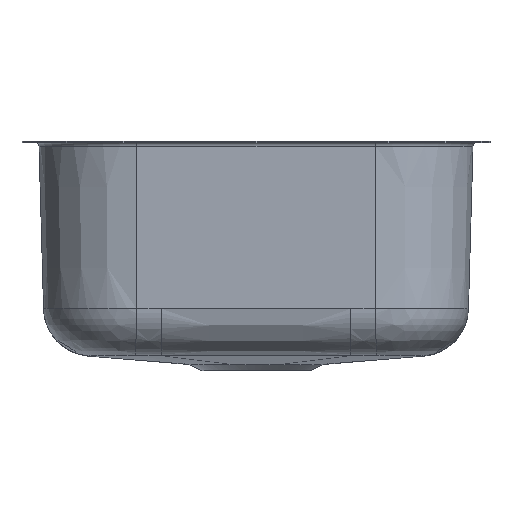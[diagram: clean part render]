
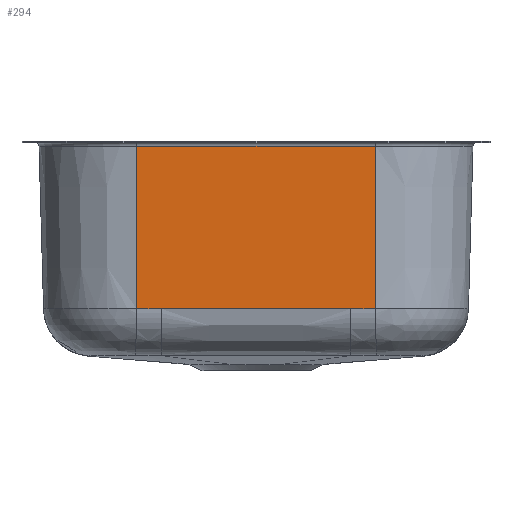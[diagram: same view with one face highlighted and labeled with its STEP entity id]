
A CAD part, left-side view. The second image highlights one B-rep face of the part: STEP entity #294.
In plain terms, the highlighted planar face has unit normal (-1, 0, -0.028).
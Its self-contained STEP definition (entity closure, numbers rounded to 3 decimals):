
#190=LINE('',#2198,#238);
#195=LINE('',#2265,#243);
#200=LINE('',#2384,#248);
#238=VECTOR('',#1811,1.);
#243=VECTOR('',#1826,1.);
#248=VECTOR('',#1841,1.);
#294=ADVANCED_FACE('',(#416),#388,.F.);
#388=PLANE('',#1719);
#416=FACE_OUTER_BOUND('',#512,.T.);
#512=EDGE_LOOP('',(#644,#645,#646,#647,#648,#649));
#644=ORIENTED_EDGE('',*,*,#1305,.T.);
#645=ORIENTED_EDGE('',*,*,#1332,.T.);
#646=ORIENTED_EDGE('',*,*,#1315,.F.);
#647=ORIENTED_EDGE('',*,*,#1333,.T.);
#648=ORIENTED_EDGE('',*,*,#1334,.T.);
#649=ORIENTED_EDGE('',*,*,#1335,.T.);
#1135=VERTEX_POINT('',#2197);
#1136=VERTEX_POINT('',#2199);
#1145=VERTEX_POINT('',#2266);
#1146=VERTEX_POINT('',#2267);
#1156=VERTEX_POINT('',#2389);
#1157=VERTEX_POINT('',#2403);
#1305=EDGE_CURVE('',#1136,#1135,#190,.T.);
#1315=EDGE_CURVE('',#1145,#1146,#195,.T.);
#1332=EDGE_CURVE('',#1135,#1146,#200,.T.);
#1333=EDGE_CURVE('',#1145,#1156,#1579,.T.);
#1334=EDGE_CURVE('',#1156,#1157,#1580,.T.);
#1335=EDGE_CURVE('',#1157,#1136,#1581,.T.);
#1579=B_SPLINE_CURVE_WITH_KNOTS('',3,(#2385,#2386,#2387,#2388),.UNSPECIFIED.,
.F.,.F.,(4,4),(0.,1.),.UNSPECIFIED.);
#1580=B_SPLINE_CURVE_WITH_KNOTS('',3,(#2390,#2391,#2392,#2393,#2394,#2395,
#2396,#2397,#2398,#2399,#2400,#2401,#2402),.UNSPECIFIED.,.F.,.F.,(4,3,3,
3,4),(0.,0.08,0.5,0.78,1.),.UNSPECIFIED.);
#1581=B_SPLINE_CURVE_WITH_KNOTS('',3,(#2404,#2405,#2406,#2407),.UNSPECIFIED.,
.F.,.F.,(4,4),(0.,1.),.UNSPECIFIED.);
#1719=AXIS2_PLACEMENT_3D('',#2408,#1842,#1843);
#1811=DIRECTION('',(-0.028,0.,1.));
#1826=DIRECTION('',(-0.028,0.,1.));
#1841=DIRECTION('',(0.,1.,0.));
#1842=DIRECTION('',(1.,0.,0.028));
#1843=DIRECTION('',(0.028,0.,-1.));
#2197=CARTESIAN_POINT('',(-199.891,-99.,-3.916));
#2198=CARTESIAN_POINT('',(-200.,-99.,-0.028));
#2199=CARTESIAN_POINT('',(-196.132,-99.,-138.506));
#2265=CARTESIAN_POINT('',(-200.,99.,-0.028));
#2266=CARTESIAN_POINT('',(-196.132,99.,-138.506));
#2267=CARTESIAN_POINT('',(-199.891,99.,-3.916));
#2384=CARTESIAN_POINT('',(-199.891,0.,-3.916));
#2385=CARTESIAN_POINT('',(-196.132,99.,-138.506));
#2386=CARTESIAN_POINT('',(-196.128,92.14,-138.638));
#2387=CARTESIAN_POINT('',(-196.125,85.279,-138.725));
#2388=CARTESIAN_POINT('',(-196.125,78.417,-138.742));
#2389=CARTESIAN_POINT('',(-196.125,78.417,-138.742));
#2390=CARTESIAN_POINT('',(-196.125,78.417,-138.742));
#2391=CARTESIAN_POINT('',(-196.125,74.23,-138.748));
#2392=CARTESIAN_POINT('',(-196.125,70.044,-138.753));
#2393=CARTESIAN_POINT('',(-196.125,65.857,-138.758));
#2394=CARTESIAN_POINT('',(-196.124,43.905,-138.784));
#2395=CARTESIAN_POINT('',(-196.123,21.952,-138.797));
#2396=CARTESIAN_POINT('',(-196.123,0.,-138.797));
#2397=CARTESIAN_POINT('',(-196.123,-14.635,-138.797));
#2398=CARTESIAN_POINT('',(-196.124,-29.27,-138.791));
#2399=CARTESIAN_POINT('',(-196.124,-43.905,-138.78));
#2400=CARTESIAN_POINT('',(-196.124,-55.409,-138.771));
#2401=CARTESIAN_POINT('',(-196.125,-66.913,-138.758));
#2402=CARTESIAN_POINT('',(-196.125,-78.417,-138.742));
#2403=CARTESIAN_POINT('',(-196.125,-78.417,-138.742));
#2404=CARTESIAN_POINT('',(-196.125,-78.417,-138.742));
#2405=CARTESIAN_POINT('',(-196.125,-85.279,-138.725));
#2406=CARTESIAN_POINT('',(-196.128,-92.14,-138.638));
#2407=CARTESIAN_POINT('',(-196.132,-99.,-138.506));
#2408=CARTESIAN_POINT('',(-200.,0.,-0.028));
